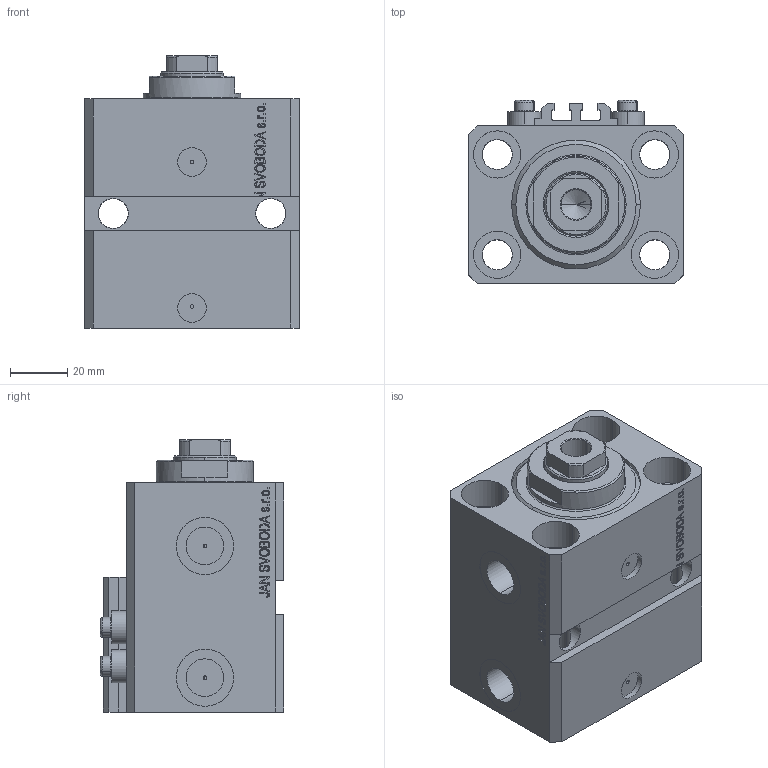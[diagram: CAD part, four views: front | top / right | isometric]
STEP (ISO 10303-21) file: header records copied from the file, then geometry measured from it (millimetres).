
FILE_DESCRIPTION (( 'STEP AP203' ), '1' );
FILE_NAME ('78ef.STEP', '2023-10-07T12:44:10', ( '' ), ( '' ), 'SwSTEP 2.0', 'SolidWorks 2019', '' );
FILE_SCHEMA (( 'CONFIG_CONTROL_DESIGN' ));
Length unit declared in the file: millimetre
Products named in the file (5): V250CE_E_Body ddbfe5184645b59c0a5e75dfa1f1b80c; ALLEN BOLT V250CE ddbfe5184645b59c0a5e75dfa1f1b80c; V250CE_C_VCP ddbfe5184645b59c0a5e75dfa1f1b80c; 78ef; V250CE_VC_E ddbfe5184645b59c0a5e75dfa1f1b80c
Assembly tree (7 placements, depth 2):
  78ef
    V250CE_E_Body ddbfe5184645b59c0a5e75dfa1f1b80c
    ALLEN BOLT V250CE ddbfe5184645b59c0a5e75dfa1f1b80c  x4
    V250CE_C_VCP ddbfe5184645b59c0a5e75dfa1f1b80c
    V250CE_VC_E ddbfe5184645b59c0a5e75dfa1f1b80c
Bounding box: 75 x 64 x 95 mm (x, y, z)
Volume: 283894.2 mm3; surface area: 74462.9 mm2
Topology: 8 solids, 8 shells, 1064 faces, 2662 edges, 1727 vertices
Faces by surface type: plane 514, bspline 354, cylinder 126, cone 56, torus 14
Entity records: 46830 total; most frequent: CARTESIAN_POINT 24698, ORIENTED_EDGE 5014, DIRECTION 3273, EDGE_CURVE 2507, VERTEX_POINT 1643, LINE 1521, VECTOR 1521, EDGE_LOOP 1120
